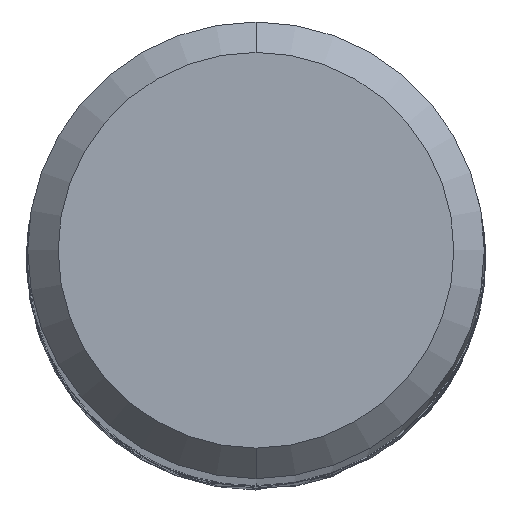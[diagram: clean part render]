
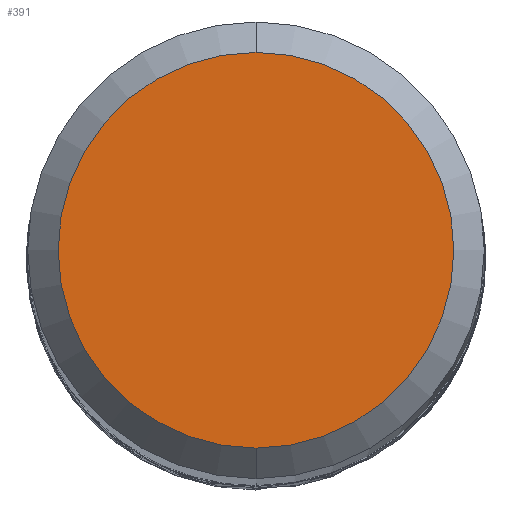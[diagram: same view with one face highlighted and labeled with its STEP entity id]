
A CAD part, top view. The second image highlights one B-rep face of the part: STEP entity #391.
In plain terms, the highlighted planar face has unit normal (0, 0, 1).
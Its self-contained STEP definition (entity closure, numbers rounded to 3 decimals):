
#359=EDGE_CURVE('',#625,#693,#972,.T.);
#391=ADVANCED_FACE('',(#1007),#1008,.T.);
#469=EDGE_CURVE('',#693,#625,#1093,.T.);
#625=VERTEX_POINT('',#1263);
#693=VERTEX_POINT('',#1335);
#972=CIRCLE('',#2329,2.6);
#1007=FACE_OUTER_BOUND('',#2388,.T.);
#1008=PLANE('',#2389);
#1093=CIRCLE('',#2674,2.6);
#1263=CARTESIAN_POINT('',(0.,-2.6,0.0));
#1335=CARTESIAN_POINT('',(0.0,2.6,0.0));
#2329=AXIS2_PLACEMENT_3D('',#6057,#6058,#6059);
#2388=EDGE_LOOP('',(#6107,#6108));
#2389=AXIS2_PLACEMENT_3D('',#6109,#6110,#6111);
#2674=AXIS2_PLACEMENT_3D('',#6207,#6208,#6209);
#6057=CARTESIAN_POINT('',(0.0,0.0,0.0));
#6058=DIRECTION('',(0.0,0.0,-1.0));
#6059=DIRECTION('',(0.0,1.0,0.0));
#6107=ORIENTED_EDGE('',*,*,#469,.F.);
#6108=ORIENTED_EDGE('',*,*,#359,.F.);
#6109=CARTESIAN_POINT('',(0.0,1.3,0.0));
#6110=DIRECTION('',(-0.0,0.0,1.0));
#6111=DIRECTION('',(0.0,-1.0,0.0));
#6207=CARTESIAN_POINT('',(0.0,0.0,0.0));
#6208=DIRECTION('',(0.0,0.0,-1.0));
#6209=DIRECTION('',(0.0,1.0,0.0));
